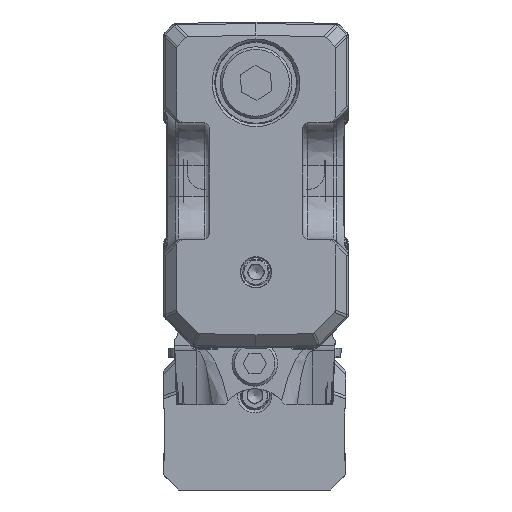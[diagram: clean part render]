
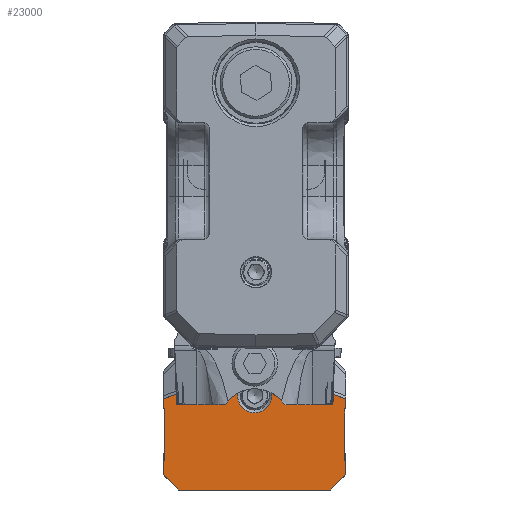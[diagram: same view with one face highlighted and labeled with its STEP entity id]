
A CAD part, front view. The second image highlights one B-rep face of the part: STEP entity #23000.
In plain terms, the highlighted planar face has unit normal (0, -1, 0).
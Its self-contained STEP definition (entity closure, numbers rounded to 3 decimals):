
#6590=FACE_BOUND('',#37479,.T.);
#6591=FACE_BOUND('',#37480,.T.);
#23000=ADVANCED_FACE('',(#6590,#6591),#26959,.F.);
#26959=PLANE('',#121017);
#37479=EDGE_LOOP('',(#61453,#61454,#61455,#61456,#61457,#61458,#61459,#61460,
#61461,#61462,#61463,#61464,#61465,#61466,#61467,#61468,#61469,#61470,#61471,
#61472,#61473,#61474));
#37480=EDGE_LOOP('',(#61475));
#61453=ORIENTED_EDGE('',*,*,#88890,.T.);
#61454=ORIENTED_EDGE('',*,*,#85985,.T.);
#61455=ORIENTED_EDGE('',*,*,#85986,.F.);
#61456=ORIENTED_EDGE('',*,*,#86004,.T.);
#61457=ORIENTED_EDGE('',*,*,#88889,.T.);
#61458=ORIENTED_EDGE('',*,*,#88638,.T.);
#61459=ORIENTED_EDGE('',*,*,#86572,.F.);
#61460=ORIENTED_EDGE('',*,*,#88705,.T.);
#61461=ORIENTED_EDGE('',*,*,#88877,.T.);
#61462=ORIENTED_EDGE('',*,*,#86059,.T.);
#61463=ORIENTED_EDGE('',*,*,#86045,.T.);
#61464=ORIENTED_EDGE('',*,*,#86034,.T.);
#61465=ORIENTED_EDGE('',*,*,#86559,.T.);
#61466=ORIENTED_EDGE('',*,*,#88708,.F.);
#61467=ORIENTED_EDGE('',*,*,#88356,.F.);
#61468=ORIENTED_EDGE('',*,*,#88358,.F.);
#61469=ORIENTED_EDGE('',*,*,#88767,.F.);
#61470=ORIENTED_EDGE('',*,*,#86510,.T.);
#61471=ORIENTED_EDGE('',*,*,#88769,.T.);
#61472=ORIENTED_EDGE('',*,*,#88663,.T.);
#61473=ORIENTED_EDGE('',*,*,#88662,.T.);
#61474=ORIENTED_EDGE('',*,*,#88343,.T.);
#61475=ORIENTED_EDGE('',*,*,#86286,.T.);
#74706=VERTEX_POINT('',#176823);
#74707=VERTEX_POINT('',#176825);
#74708=VERTEX_POINT('',#176829);
#74723=VERTEX_POINT('',#176863);
#74744=VERTEX_POINT('',#176920);
#74747=VERTEX_POINT('',#176925);
#74757=VERTEX_POINT('',#176949);
#74766=VERTEX_POINT('',#176973);
#74952=VERTEX_POINT('',#177537);
#75130=VERTEX_POINT('',#178044);
#75131=VERTEX_POINT('',#178046);
#75177=VERTEX_POINT('',#178205);
#75186=VERTEX_POINT('',#178229);
#75187=VERTEX_POINT('',#178231);
#76312=VERTEX_POINT('',#189851);
#76313=VERTEX_POINT('',#189853);
#76319=VERTEX_POINT('',#189874);
#76320=VERTEX_POINT('',#189876);
#76321=VERTEX_POINT('',#189880);
#76439=VERTEX_POINT('',#191560);
#76450=VERTEX_POINT('',#191643);
#76451=VERTEX_POINT('',#191647);
#76465=VERTEX_POINT('',#191802);
#85985=EDGE_CURVE('',#74706,#74707,#98142,.T.);
#85986=EDGE_CURVE('',#74708,#74707,#98143,.T.);
#86004=EDGE_CURVE('',#74708,#74723,#98156,.T.);
#86034=EDGE_CURVE('',#74744,#74747,#98177,.T.);
#86045=EDGE_CURVE('',#74757,#74744,#98183,.T.);
#86059=EDGE_CURVE('',#74766,#74757,#98194,.T.);
#86286=EDGE_CURVE('',#74952,#74952,#111214,.T.);
#86510=EDGE_CURVE('',#75131,#75130,#98406,.T.);
#86559=EDGE_CURVE('',#74747,#75177,#98425,.T.);
#86572=EDGE_CURVE('',#75186,#75187,#98435,.T.);
#88343=EDGE_CURVE('',#76313,#76312,#99063,.T.);
#88356=EDGE_CURVE('',#76320,#76319,#111774,.T.);
#88358=EDGE_CURVE('',#76321,#76320,#99076,.T.);
#88638=EDGE_CURVE('',#76439,#75187,#99224,.T.);
#88662=EDGE_CURVE('',#76450,#76313,#111808,.T.);
#88663=EDGE_CURVE('',#76451,#76450,#99240,.T.);
#88705=EDGE_CURVE('',#75186,#76465,#99274,.T.);
#88708=EDGE_CURVE('',#76319,#75177,#99277,.T.);
#88767=EDGE_CURVE('',#75131,#76321,#111824,.T.);
#88769=EDGE_CURVE('',#75130,#76451,#111825,.T.);
#88877=EDGE_CURVE('',#76465,#74766,#99375,.T.);
#88889=EDGE_CURVE('',#74723,#76439,#99387,.T.);
#88890=EDGE_CURVE('',#76312,#74706,#99388,.T.);
#98142=LINE('',#176826,#106494);
#98143=LINE('',#176828,#106495);
#98156=LINE('',#176864,#106508);
#98177=LINE('',#176926,#106529);
#98183=LINE('',#176948,#106535);
#98194=LINE('',#176976,#106546);
#98406=LINE('',#178045,#106758);
#98425=LINE('',#178206,#106777);
#98435=LINE('',#178230,#106787);
#99063=LINE('',#189852,#107488);
#99076=LINE('',#189881,#107501);
#99224=LINE('',#191562,#107649);
#99240=LINE('',#191646,#107665);
#99274=LINE('',#191803,#107699);
#99277=LINE('',#191809,#107702);
#99375=LINE('',#192476,#107800);
#99387=LINE('',#192506,#107812);
#99388=LINE('',#192509,#107813);
#106494=VECTOR('',#136223,1.);
#106495=VECTOR('',#136226,1.);
#106508=VECTOR('',#136253,1.);
#106529=VECTOR('',#136308,1.);
#106535=VECTOR('',#136328,1.);
#106546=VECTOR('',#136351,1.);
#106758=VECTOR('',#137293,1.);
#106777=VECTOR('',#137354,1.);
#106787=VECTOR('',#137374,1.);
#107488=VECTOR('',#140109,1.);
#107501=VECTOR('',#140136,1.);
#107649=VECTOR('',#140652,1.);
#107665=VECTOR('',#140734,1.);
#107699=VECTOR('',#140824,1.);
#107702=VECTOR('',#140831,1.);
#107800=VECTOR('',#141255,1.);
#107812=VECTOR('',#141303,1.);
#107813=VECTOR('',#141308,1.);
#111214=CIRCLE('',#119359,1.7);
#111774=CIRCLE('',#120584,0.8);
#111808=CIRCLE('',#120801,0.8);
#111824=CIRCLE('',#120893,0.8);
#111825=CIRCLE('',#120897,0.8);
#119359=AXIS2_PLACEMENT_3D('',#177536,#136828,#136829);
#120584=AXIS2_PLACEMENT_3D('',#189877,#140131,#140132);
#120801=AXIS2_PLACEMENT_3D('',#191644,#140730,#140731);
#120893=AXIS2_PLACEMENT_3D('',#192126,#140975,#140976);
#120897=AXIS2_PLACEMENT_3D('',#192131,#140984,#140985);
#121017=AXIS2_PLACEMENT_3D('',#192511,#141311,#141312);
#136223=DIRECTION('',(1.,0.,0.));
#136226=DIRECTION('',(0.,0.,1.));
#136253=DIRECTION('',(-1.,0.,0.));
#136308=DIRECTION('',(1.,0.,0.));
#136328=DIRECTION('',(0.,0.,1.));
#136351=DIRECTION('',(-1.,0.,0.));
#136828=DIRECTION('',(0.,1.,0.));
#136829=DIRECTION('',(-1.,0.,0.));
#137293=DIRECTION('',(-1.,0.,0.));
#137354=DIRECTION('',(0.,0.,1.));
#137374=DIRECTION('',(-1.,0.,0.));
#140109=DIRECTION('',(-0.94,0.,-0.342));
#140131=DIRECTION('',(0.,-1.,0.));
#140132=DIRECTION('',(-1.,0.,0.));
#140136=DIRECTION('',(-0.5,0.,-0.866));
#140652=DIRECTION('',(0.707,0.,-0.707));
#140730=DIRECTION('',(0.,1.,0.));
#140731=DIRECTION('',(-1.,0.,0.));
#140734=DIRECTION('',(0.5,0.,-0.866));
#140824=DIRECTION('',(0.707,0.,0.707));
#140831=DIRECTION('',(0.94,0.,-0.342));
#140975=DIRECTION('',(0.,1.,0.));
#140976=DIRECTION('',(-1.,0.,0.));
#140984=DIRECTION('',(0.,-1.,0.));
#140985=DIRECTION('',(-1.,0.,0.));
#141255=DIRECTION('',(0.,0.,1.));
#141303=DIRECTION('',(0.,0.,-1.));
#141308=DIRECTION('',(0.,0.,-1.));
#141311=DIRECTION('',(0.,1.,0.));
#141312=DIRECTION('',(0.,0.,1.));
#176823=CARTESIAN_POINT('',(-9.,227.5,-38.2));
#176825=CARTESIAN_POINT('',(-8.885,227.5,-38.2));
#176826=CARTESIAN_POINT('',(0.,227.5,-38.2));
#176828=CARTESIAN_POINT('',(-8.885,227.5,-46.2));
#176829=CARTESIAN_POINT('',(-8.885,227.5,-43.285));
#176863=CARTESIAN_POINT('',(-9.,227.5,-43.285));
#176864=CARTESIAN_POINT('',(0.,227.5,-43.285));
#176920=CARTESIAN_POINT('',(8.885,227.5,-38.2));
#176925=CARTESIAN_POINT('',(9.,227.5,-38.2));
#176926=CARTESIAN_POINT('',(0.,227.5,-38.2));
#176948=CARTESIAN_POINT('',(8.885,227.5,-46.2));
#176949=CARTESIAN_POINT('',(8.885,227.5,-43.285));
#176973=CARTESIAN_POINT('',(9.,227.5,-43.285));
#176976=CARTESIAN_POINT('',(0.,227.5,-43.285));
#177536=CARTESIAN_POINT('',(0.,227.5,-36.874));
#177537=CARTESIAN_POINT('',(-1.7,227.5,-36.874));
#178044=CARTESIAN_POINT('',(-5.922,227.5,-33.2));
#178045=CARTESIAN_POINT('',(0.,227.5,-33.2));
#178046=CARTESIAN_POINT('',(5.922,227.5,-33.2));
#178205=CARTESIAN_POINT('',(9.,227.5,-37.2));
#178206=CARTESIAN_POINT('',(9.,227.5,-46.2));
#178229=CARTESIAN_POINT('',(7.5,227.5,-46.2));
#178230=CARTESIAN_POINT('',(0.,227.5,-46.2));
#178231=CARTESIAN_POINT('',(-7.5,227.5,-46.2));
#189851=CARTESIAN_POINT('',(-9.,227.5,-37.2));
#189852=CARTESIAN_POINT('',(-3.945,227.5,-35.36));
#189853=CARTESIAN_POINT('',(-5.922,227.5,-36.08));
#189874=CARTESIAN_POINT('',(5.922,227.5,-36.08));
#189876=CARTESIAN_POINT('',(5.502,227.5,-34.928));
#189877=CARTESIAN_POINT('',(6.195,227.5,-35.328));
#189880=CARTESIAN_POINT('',(5.985,227.5,-34.092));
#189881=CARTESIAN_POINT('',(-0.754,227.5,-45.765));
#191560=CARTESIAN_POINT('',(-9.,227.5,-44.7));
#191562=CARTESIAN_POINT('',(-3.75,227.5,-49.95));
#191643=CARTESIAN_POINT('',(-5.502,227.5,-34.928));
#191644=CARTESIAN_POINT('',(-6.195,227.5,-35.328));
#191646=CARTESIAN_POINT('',(0.754,227.5,-45.765));
#191647=CARTESIAN_POINT('',(-5.985,227.5,-34.092));
#191802=CARTESIAN_POINT('',(9.,227.5,-44.7));
#191803=CARTESIAN_POINT('',(3.75,227.5,-49.95));
#191809=CARTESIAN_POINT('',(3.945,227.5,-35.36));
#192126=CARTESIAN_POINT('',(5.292,227.5,-33.692));
#192131=CARTESIAN_POINT('',(-5.292,227.5,-33.692));
#192476=CARTESIAN_POINT('',(9.,227.5,-46.2));
#192506=CARTESIAN_POINT('',(-9.,227.5,-46.2));
#192509=CARTESIAN_POINT('',(-9.,227.5,-46.2));
#192511=CARTESIAN_POINT('',(0.,227.5,-46.2));
